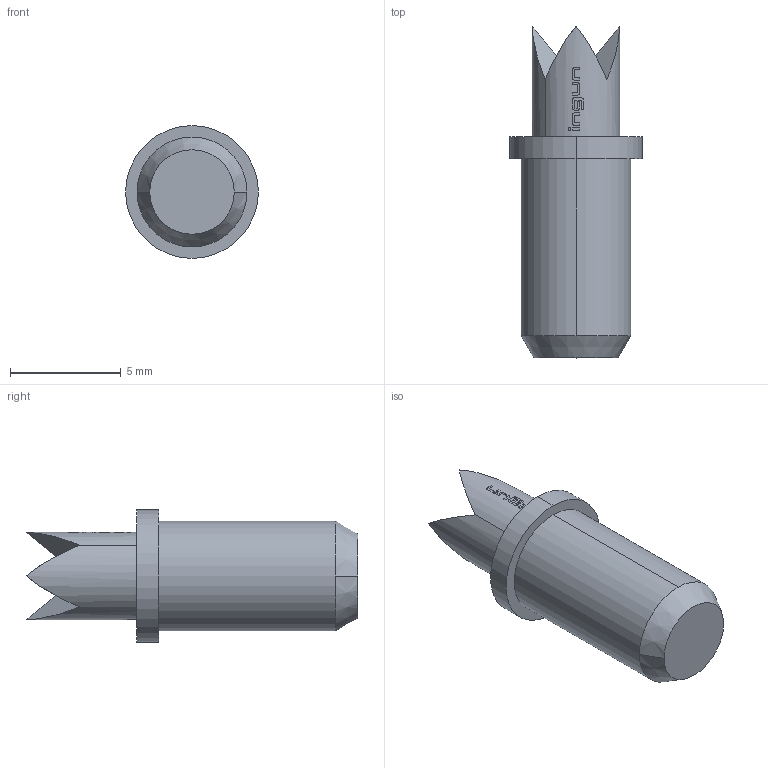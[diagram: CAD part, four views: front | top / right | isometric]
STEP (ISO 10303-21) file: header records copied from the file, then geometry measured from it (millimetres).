
FILE_DESCRIPTION (( 'STEP AP203' ), '1' );
FILE_NAME ('INGUN_GKS-365_204_400_N_xx01.STEP', '2022-01-31T09:30:58', ( 'ochi' ), ( '' ), 'SwSTEP 2.0', 'SolidWorks 2018', '' );
FILE_SCHEMA (( 'CONFIG_CONTROL_DESIGN' ));
Length unit declared in the file: millimetre
Products named in the file (1): INGUN_GKS-365_204_400_N_xx01
Bounding box: 6 x 15 x 6 mm (x, y, z)
Volume: 240.8 mm3; surface area: 268.5 mm2
Topology: 1 solids, 1 shells, 87 faces, 224 edges, 147 vertices
Faces by surface type: bspline 44, plane 29, cylinder 12, cone 2
Entity records: 3682 total; most frequent: CARTESIAN_POINT 1996, ORIENTED_EDGE 448, EDGE_CURVE 224, B_SPLINE_CURVE_WITH_KNOTS 186, VERTEX_POINT 147, DIRECTION 132, EDGE_LOOP 95, FACE_OUTER_BOUND 87
